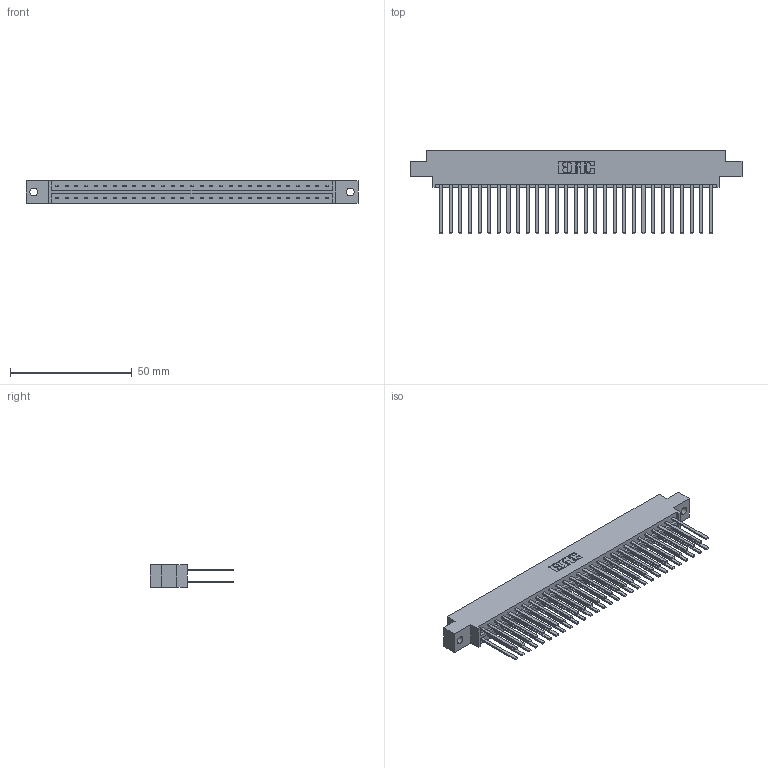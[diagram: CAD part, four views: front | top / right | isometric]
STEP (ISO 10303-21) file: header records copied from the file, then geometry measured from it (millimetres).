
FILE_DESCRIPTION (( 'STEP AP203' ), '1' );
FILE_NAME ('833-058-544-802.STEP', '2020-06-05T00:54:58', ( '' ), ( '' ), 'SwSTEP 2.0', 'SolidWorks 2020', '' );
FILE_SCHEMA (( 'CONFIG_CONTROL_DESIGN' ));
Length unit declared in the file: inch
Products named in the file (3): 833-058-544-802; 345-292-001_345-293-144; 833 Part_Offset - .128 Dia
Assembly tree (59 placements, depth 2):
  833-058-544-802
    833 Part_Offset - .128 Dia
    345-292-001_345-293-144  x58
Bounding box: 136.45 x 34.3 x 9.4 mm (x, y, z)
Volume: 14357.6 mm3; surface area: 19399.9 mm2
Topology: 59 solids, 59 shells, 2786 faces, 8269 edges, 5434 vertices
Faces by surface type: plane 1930, cylinder 856
Entity records: 20289 total; most frequent: CARTESIAN_POINT 3378, ORIENTED_EDGE 3314, DIRECTION 2905, EDGE_CURVE 1657, VECTOR 1533, LINE 1533, VERTEX_POINT 1102, AXIS2_PLACEMENT_3D 686
